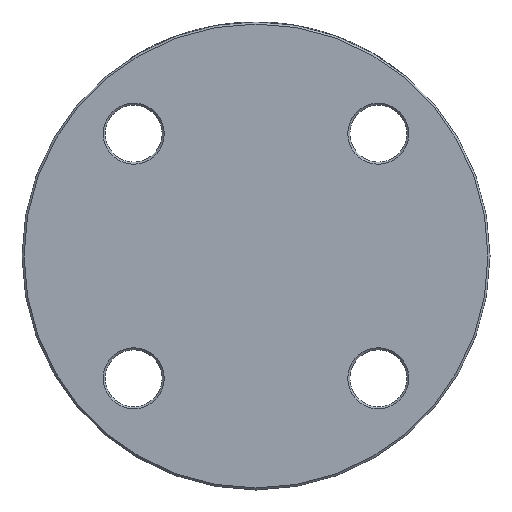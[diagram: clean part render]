
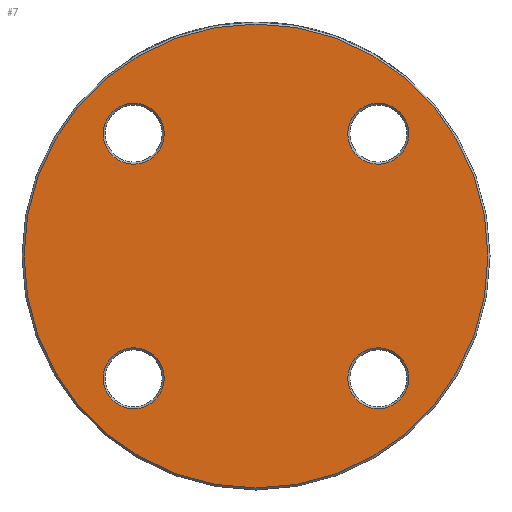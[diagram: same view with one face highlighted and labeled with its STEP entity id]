
A CAD part, left-side view. The second image highlights one B-rep face of the part: STEP entity #7.
In plain terms, the highlighted planar face has unit normal (-1, 0, 0).
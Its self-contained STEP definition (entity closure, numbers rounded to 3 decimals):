
#3 = EDGE_CURVE ( 'NONE', #6287, #6287, #1566, .T. ) ;
#7 = ADVANCED_FACE ( 'NONE', ( #4856, #2785, #6280, #3414, #932 ), #1839, .F. ) ;
#400 = VERTEX_POINT ( 'NONE', #5771 ) ;
#426 = DIRECTION ( 'NONE',  ( 0., 0., -1. ) ) ;
#462 = CARTESIAN_POINT ( 'NONE',  ( 0., 30.052, -30.052 ) ) ;
#470 = CARTESIAN_POINT ( 'NONE',  ( 0., -30.052, -37.552 ) ) ;
#824 = EDGE_CURVE ( 'NONE', #974, #974, #2012, .T. ) ;
#871 = VERTEX_POINT ( 'NONE', #5388 ) ;
#932 = FACE_BOUND ( 'NONE', #1736, .T. ) ;
#974 = VERTEX_POINT ( 'NONE', #1354 ) ;
#1043 = CIRCLE ( 'NONE', #5094, 7.5 ) ;
#1303 = EDGE_LOOP ( 'NONE', ( #2124 ) ) ;
#1354 = CARTESIAN_POINT ( 'NONE',  ( 0., 0., -57. ) ) ;
#1518 = CARTESIAN_POINT ( 'NONE',  ( 0., -30.052, 30.052 ) ) ;
#1566 = CIRCLE ( 'NONE', #3744, 7.5 ) ;
#1736 = EDGE_LOOP ( 'NONE', ( #2591 ) ) ;
#1763 = DIRECTION ( 'NONE',  ( 1., 0., 0. ) ) ;
#1822 = CARTESIAN_POINT ( 'NONE',  ( 0., 0., 0. ) ) ;
#1839 = PLANE ( 'NONE',  #4987 ) ;
#1943 = DIRECTION ( 'NONE',  ( 1., 0., 0. ) ) ;
#2012 = CIRCLE ( 'NONE', #6145, 57. ) ;
#2124 = ORIENTED_EDGE ( 'NONE', *, *, #3, .T. ) ;
#2181 = EDGE_CURVE ( 'NONE', #2471, #2471, #1043, .T. ) ;
#2468 = ORIENTED_EDGE ( 'NONE', *, *, #824, .T. ) ;
#2471 = VERTEX_POINT ( 'NONE', #4341 ) ;
#2591 = ORIENTED_EDGE ( 'NONE', *, *, #3004, .T. ) ;
#2785 = FACE_BOUND ( 'NONE', #3900, .T. ) ;
#2855 = DIRECTION ( 'NONE',  ( 1., 0., 0. ) ) ;
#2937 = AXIS2_PLACEMENT_3D ( 'NONE', #462, #1943, #5525 ) ;
#3004 = EDGE_CURVE ( 'NONE', #400, #400, #5202, .T. ) ;
#3307 = CARTESIAN_POINT ( 'NONE',  ( 0., -30.052, -30.052 ) ) ;
#3340 = DIRECTION ( 'NONE',  ( 1., 0., 0. ) ) ;
#3414 = FACE_BOUND ( 'NONE', #1303, .T. ) ;
#3484 = DIRECTION ( 'NONE',  ( 1., 0., 0. ) ) ;
#3744 = AXIS2_PLACEMENT_3D ( 'NONE', #3307, #3340, #3894 ) ;
#3804 = DIRECTION ( 'NONE',  ( 0., 0., -1. ) ) ;
#3822 = CARTESIAN_POINT ( 'NONE',  ( 0., 0., 0. ) ) ;
#3894 = DIRECTION ( 'NONE',  ( 0., 0., -1. ) ) ;
#3900 = EDGE_LOOP ( 'NONE', ( #5981 ) ) ;
#4118 = AXIS2_PLACEMENT_3D ( 'NONE', #1518, #3484, #5448 ) ;
#4253 = DIRECTION ( 'NONE',  ( 0., 0., -1. ) ) ;
#4341 = CARTESIAN_POINT ( 'NONE',  ( 0., 30.052, 22.552 ) ) ;
#4856 = FACE_OUTER_BOUND ( 'NONE', #6148, .T. ) ;
#4987 = AXIS2_PLACEMENT_3D ( 'NONE', #3822, #2855, #426 ) ;
#5094 = AXIS2_PLACEMENT_3D ( 'NONE', #5230, #1763, #4253 ) ;
#5202 = CIRCLE ( 'NONE', #2937, 7.5 ) ;
#5230 = CARTESIAN_POINT ( 'NONE',  ( 0., 30.052, 30.052 ) ) ;
#5256 = CIRCLE ( 'NONE', #4118, 7.5 ) ;
#5388 = CARTESIAN_POINT ( 'NONE',  ( 0., -30.052, 22.552 ) ) ;
#5448 = DIRECTION ( 'NONE',  ( 0., 0., -1. ) ) ;
#5525 = DIRECTION ( 'NONE',  ( 0., 0., -1. ) ) ;
#5766 = EDGE_CURVE ( 'NONE', #871, #871, #5256, .T. ) ;
#5771 = CARTESIAN_POINT ( 'NONE',  ( 0., 30.052, -37.552 ) ) ;
#5981 = ORIENTED_EDGE ( 'NONE', *, *, #2181, .T. ) ;
#6079 = EDGE_LOOP ( 'NONE', ( #6321 ) ) ;
#6145 = AXIS2_PLACEMENT_3D ( 'NONE', #1822, #6169, #3804 ) ;
#6148 = EDGE_LOOP ( 'NONE', ( #2468 ) ) ;
#6169 = DIRECTION ( 'NONE',  ( -1., 0., 0. ) ) ;
#6280 = FACE_BOUND ( 'NONE', #6079, .T. ) ;
#6287 = VERTEX_POINT ( 'NONE', #470 ) ;
#6321 = ORIENTED_EDGE ( 'NONE', *, *, #5766, .T. ) ;
